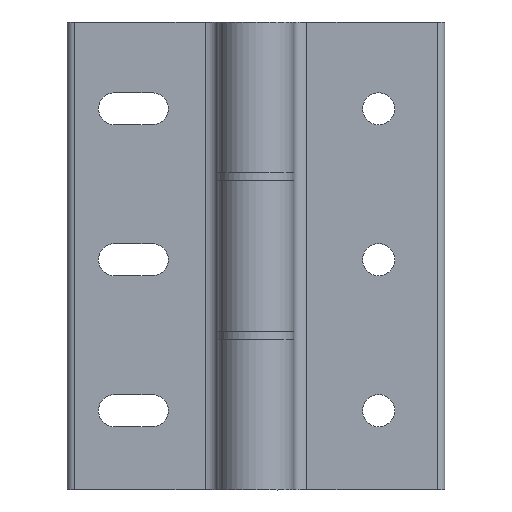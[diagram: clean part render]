
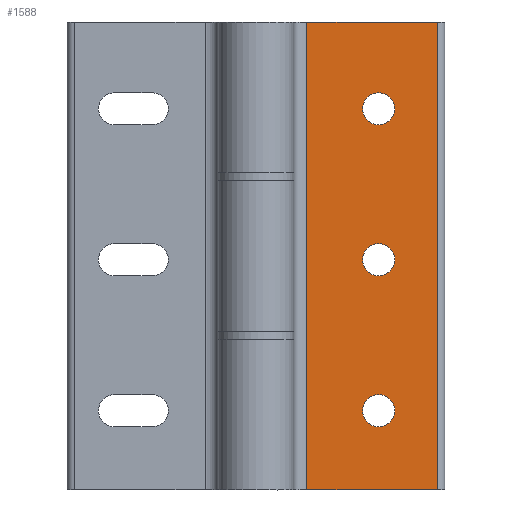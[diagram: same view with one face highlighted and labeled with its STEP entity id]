
A CAD part, front view. The second image highlights one B-rep face of the part: STEP entity #1588.
In plain terms, the highlighted face is planar.
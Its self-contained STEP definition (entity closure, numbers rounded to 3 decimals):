
#949=CARTESIAN_POINT('',(21.75,63.,5.));
#950=VERTEX_POINT('',#949);
#966=CARTESIAN_POINT('',(13.25,63.,5.));
#967=VERTEX_POINT('',#966);
#974=CARTESIAN_POINT('',(17.5,63.,5.));
#975=DIRECTION('',(0.0,0.0,-1.0));
#976=DIRECTION('',(1.0,0.0,0.0));
#977=AXIS2_PLACEMENT_3D('',#974,#975,#976);
#978=CIRCLE('',#977,4.25);
#979=EDGE_CURVE('',#950,#967,#978,.T.);
#991=CARTESIAN_POINT('',(21.75,23.,5.));
#992=VERTEX_POINT('',#991);
#1008=CARTESIAN_POINT('',(13.25,23.,5.));
#1009=VERTEX_POINT('',#1008);
#1016=CARTESIAN_POINT('',(17.5,23.,5.));
#1017=DIRECTION('',(0.0,0.0,-1.0));
#1018=DIRECTION('',(1.0,0.0,0.0));
#1019=AXIS2_PLACEMENT_3D('',#1016,#1017,#1018);
#1020=CIRCLE('',#1019,4.25);
#1021=EDGE_CURVE('',#992,#1009,#1020,.T.);
#1033=CARTESIAN_POINT('',(21.75,103.,5.));
#1034=VERTEX_POINT('',#1033);
#1050=CARTESIAN_POINT('',(13.25,103.,5.));
#1051=VERTEX_POINT('',#1050);
#1058=CARTESIAN_POINT('',(17.5,103.,5.));
#1059=DIRECTION('',(0.0,0.0,-1.0));
#1060=DIRECTION('',(1.0,0.0,0.0));
#1061=AXIS2_PLACEMENT_3D('',#1058,#1059,#1060);
#1062=CIRCLE('',#1061,4.25);
#1063=EDGE_CURVE('',#1034,#1051,#1062,.T.);
#1091=CARTESIAN_POINT('',(2.,124.,5.));
#1092=VERTEX_POINT('',#1091);
#1100=CARTESIAN_POINT('',(36.5,124.,5.));
#1101=VERTEX_POINT('',#1100);
#1102=CARTESIAN_POINT('',(2.,124.,5.));
#1103=DIRECTION('',(1.0,0.0,0.0));
#1104=VECTOR('',#1103,34.5);
#1105=LINE('',#1102,#1104);
#1106=EDGE_CURVE('',#1092,#1101,#1105,.T.);
#1140=CARTESIAN_POINT('',(2.0,0.,5.));
#1141=VERTEX_POINT('',#1140);
#1149=CARTESIAN_POINT('',(2.,124.,5.));
#1150=DIRECTION('',(0.0,-1.0,0.0));
#1151=VECTOR('',#1150,124.);
#1152=LINE('',#1149,#1151);
#1153=EDGE_CURVE('',#1092,#1141,#1152,.T.);
#1274=CARTESIAN_POINT('',(17.5,103.,5.));
#1275=DIRECTION('',(0.0,0.0,-1.0));
#1276=DIRECTION('',(1.0,0.0,0.0));
#1277=AXIS2_PLACEMENT_3D('',#1274,#1275,#1276);
#1278=CIRCLE('',#1277,4.25);
#1279=EDGE_CURVE('',#1051,#1034,#1278,.T.);
#1292=CARTESIAN_POINT('',(17.5,23.,5.));
#1293=DIRECTION('',(0.0,0.0,-1.0));
#1294=DIRECTION('',(1.0,0.0,0.0));
#1295=AXIS2_PLACEMENT_3D('',#1292,#1293,#1294);
#1296=CIRCLE('',#1295,4.25);
#1297=EDGE_CURVE('',#1009,#992,#1296,.T.);
#1310=CARTESIAN_POINT('',(17.5,63.,5.));
#1311=DIRECTION('',(0.0,0.0,-1.0));
#1312=DIRECTION('',(1.0,0.0,0.0));
#1313=AXIS2_PLACEMENT_3D('',#1310,#1311,#1312);
#1314=CIRCLE('',#1313,4.25);
#1315=EDGE_CURVE('',#967,#950,#1314,.T.);
#1420=CARTESIAN_POINT('',(36.5,0.,5.));
#1421=VERTEX_POINT('',#1420);
#1429=CARTESIAN_POINT('',(2.0,0.,5.));
#1430=DIRECTION('',(1.0,0.0,0.0));
#1431=VECTOR('',#1430,34.5);
#1432=LINE('',#1429,#1431);
#1433=EDGE_CURVE('',#1141,#1421,#1432,.T.);
#1560=CARTESIAN_POINT('',(38.225,174.3,5.));
#1561=DIRECTION('',(0.0,0.0,1.0));
#1562=DIRECTION('',(-1.0,0.0,0.0));
#1563=AXIS2_PLACEMENT_3D('',#1560,#1561,#1562);
#1564=PLANE('',#1563);
#1565=ORIENTED_EDGE('',*,*,#1106,.F.);
#1566=ORIENTED_EDGE('',*,*,#1153,.T.);
#1567=ORIENTED_EDGE('',*,*,#1433,.T.);
#1568=CARTESIAN_POINT('',(36.5,124.,5.));
#1569=DIRECTION('',(0.0,-1.0,0.0));
#1570=VECTOR('',#1569,124.);
#1571=LINE('',#1568,#1570);
#1572=EDGE_CURVE('',#1101,#1421,#1571,.T.);
#1573=ORIENTED_EDGE('',*,*,#1572,.F.);
#1574=EDGE_LOOP('',(#1565,#1566,#1567,#1573));
#1575=FACE_OUTER_BOUND('',#1574,.T.);
#1576=ORIENTED_EDGE('',*,*,#1279,.T.);
#1577=ORIENTED_EDGE('',*,*,#1063,.T.);
#1578=EDGE_LOOP('',(#1576,#1577));
#1579=FACE_BOUND('',#1578,.T.);
#1580=ORIENTED_EDGE('',*,*,#1297,.T.);
#1581=ORIENTED_EDGE('',*,*,#1021,.T.);
#1582=EDGE_LOOP('',(#1580,#1581));
#1583=FACE_BOUND('',#1582,.T.);
#1584=ORIENTED_EDGE('',*,*,#1315,.T.);
#1585=ORIENTED_EDGE('',*,*,#979,.T.);
#1586=EDGE_LOOP('',(#1584,#1585));
#1587=FACE_BOUND('',#1586,.T.);
#1588=ADVANCED_FACE('',(#1575,#1579,#1583,#1587),#1564,.T.);
